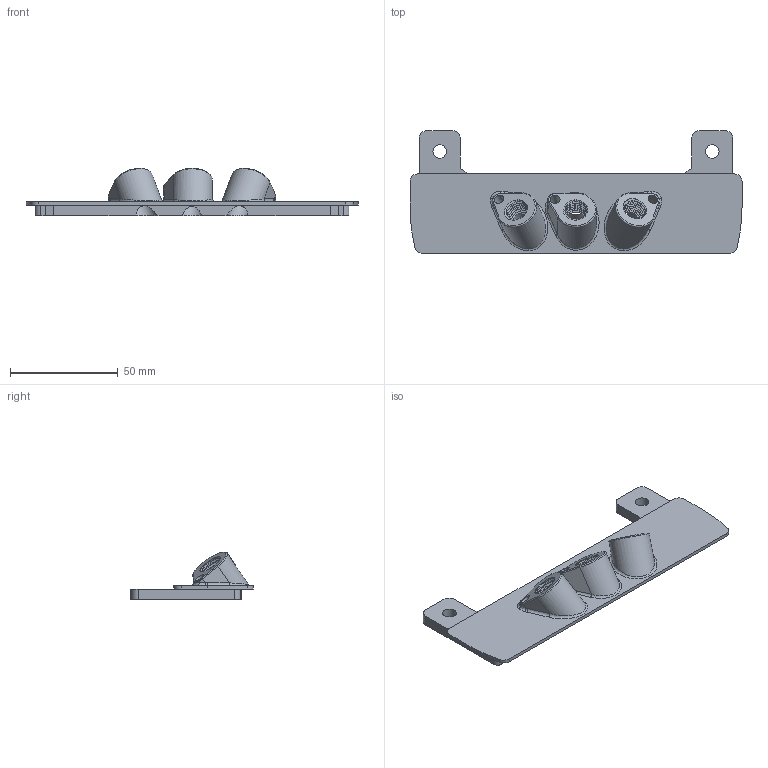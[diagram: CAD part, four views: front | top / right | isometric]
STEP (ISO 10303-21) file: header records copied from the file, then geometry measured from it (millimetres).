
FILE_DESCRIPTION(('Open CASCADE Model'),'2;1');
FILE_NAME('Open CASCADE Shape Model','2024-08-27T16:24:56',('Author'),( 'Open CASCADE'),'Open CASCADE STEP processor 7.7','Open CASCADE 7.7' ,'Unknown');
FILE_SCHEMA(('AUTOMOTIVE_DESIGN { 1 0 10303 214 1 1 1 1 }'));
Length unit declared in the file: millimetre
Products named in the file (1): Open CASCADE STEP translator 7.7 7
Bounding box: 154 x 56.8 x 22.09 mm (x, y, z)
Volume: 39936 mm3; surface area: 20531.3 mm2
Topology: 1 solids, 1 shells, 172 faces, 443 edges, 281 vertices
Faces by surface type: plane 69, cylinder 61, bspline 30, torus 12
Full cylindrical faces by diameter (mm): 4.7 x5, 6.3 x2, 10.576 x21
Entity records: 29430 total; most frequent: CARTESIAN_POINT 21213, DIRECTION 1318, ORIENTED_EDGE 886, PCURVE 886, DEFINITIONAL_REPRESENTATION 886, LINE 785, VECTOR 785, EDGE_CURVE 443
